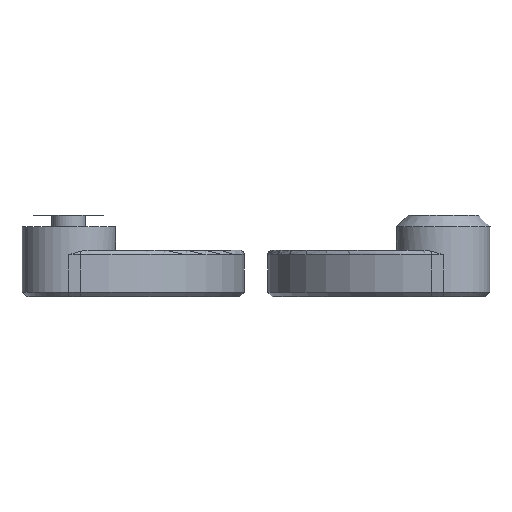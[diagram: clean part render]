
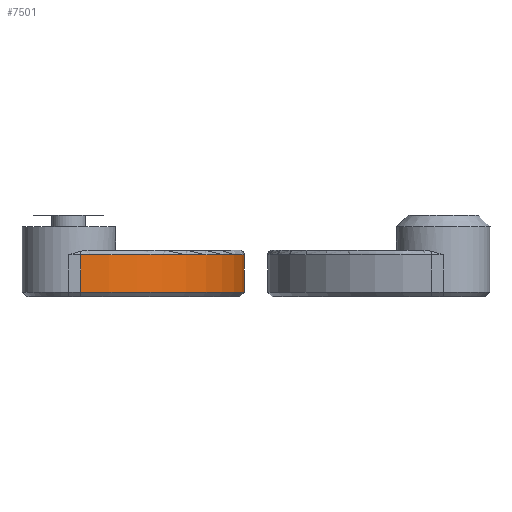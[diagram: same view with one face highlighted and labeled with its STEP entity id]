
A CAD part, front view. The second image highlights one B-rep face of the part: STEP entity #7501.
In plain terms, the highlighted cylindrical face has radius 14 mm (diameter 28 mm), a partial arc.
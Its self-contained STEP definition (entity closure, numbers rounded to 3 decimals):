
#36=CYLINDRICAL_SURFACE('',#7884,14.);
#133=CIRCLE('',#7873,14.);
#138=CIRCLE('',#7885,14.);
#1031=FACE_OUTER_BOUND('',#1478,.T.);
#1478=EDGE_LOOP('',(#5817,#5818,#5819,#5820));
#2033=LINE('',#12146,#2651);
#2035=LINE('',#12150,#2653);
#2651=VECTOR('',#8628,10.);
#2653=VECTOR('',#8632,10.);
#3328=VERTEX_POINT('',#12114);
#3330=VERTEX_POINT('',#12117);
#3337=VERTEX_POINT('',#12145);
#3338=VERTEX_POINT('',#12149);
#4214=EDGE_CURVE('',#3328,#3330,#133,.T.);
#4229=EDGE_CURVE('',#3337,#3330,#2033,.T.);
#4231=EDGE_CURVE('',#3328,#3338,#2035,.T.);
#4232=EDGE_CURVE('',#3337,#3338,#138,.T.);
#5817=ORIENTED_EDGE('',*,*,#4214,.F.);
#5818=ORIENTED_EDGE('',*,*,#4231,.T.);
#5819=ORIENTED_EDGE('',*,*,#4232,.F.);
#5820=ORIENTED_EDGE('',*,*,#4229,.T.);
#7501=ADVANCED_FACE('',(#1031),#36,.T.);
#7873=AXIS2_PLACEMENT_3D('',#12118,#8596,#8597);
#7884=AXIS2_PLACEMENT_3D('',#12148,#8630,#8631);
#7885=AXIS2_PLACEMENT_3D('',#12151,#8633,#8634);
#8596=DIRECTION('center_axis',(0.,0.,
-1.));
#8597=DIRECTION('ref_axis',(0.707,-0.707,0.));
#8628=DIRECTION('',(0.,0.,-1.));
#8630=DIRECTION('center_axis',(0.,0.,
-1.));
#8631=DIRECTION('ref_axis',(0.707,-0.707,0.));
#8632=DIRECTION('',(0.,0.,1.));
#8633=DIRECTION('center_axis',(0.,0.,
1.));
#8634=DIRECTION('ref_axis',(0.707,-0.707,0.));
#12114=CARTESIAN_POINT('',(-99.352,-34.395,-235.056));
#12117=CARTESIAN_POINT('',(-113.352,-48.395,-235.056));
#12118=CARTESIAN_POINT('Origin',(-113.352,-34.395,-235.056));
#12145=CARTESIAN_POINT('',(-113.352,-48.395,-231.856));
#12146=CARTESIAN_POINT('',(-113.352,-48.395,-233.456));
#12148=CARTESIAN_POINT('Origin',(-113.352,-34.395,-233.456));
#12149=CARTESIAN_POINT('',(-99.352,-34.395,-231.856));
#12150=CARTESIAN_POINT('',(-99.352,-34.395,-233.456));
#12151=CARTESIAN_POINT('Origin',(-113.352,-34.395,-231.856));
